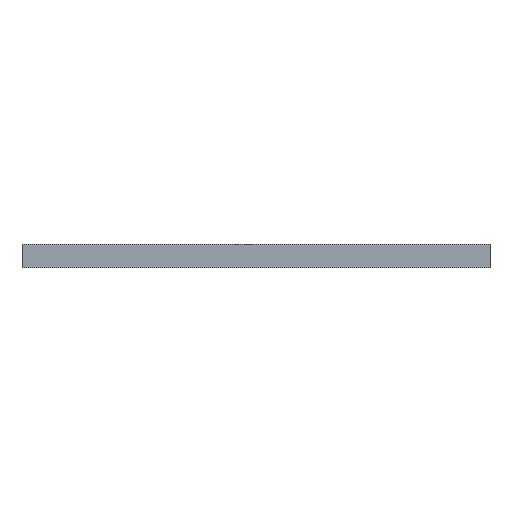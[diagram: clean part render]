
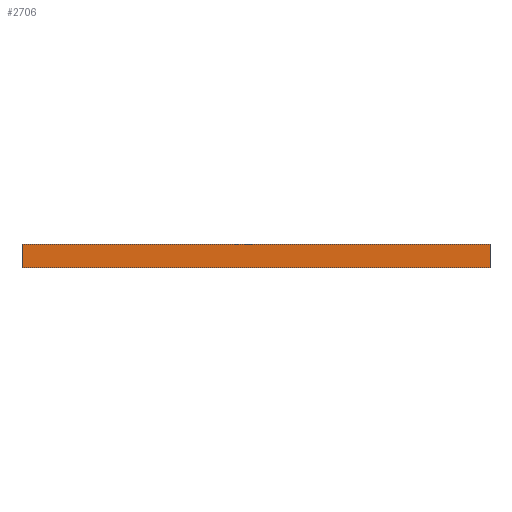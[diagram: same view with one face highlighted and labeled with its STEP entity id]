
A CAD part, front view. The second image highlights one B-rep face of the part: STEP entity #2706.
In plain terms, the highlighted planar face has unit normal (0, -1, 0).
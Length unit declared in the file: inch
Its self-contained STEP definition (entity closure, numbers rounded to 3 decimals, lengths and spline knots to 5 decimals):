
#132 = PLANE ( 'NONE',  #2105 ) ;
#218 = VERTEX_POINT ( 'NONE', #785 ) ;
#328 = CARTESIAN_POINT ( 'NONE',  ( 0.59055, -0.59055, -0.03937 ) ) ;
#338 = CARTESIAN_POINT ( 'NONE',  ( -0.59055, -0.59055, 0. ) ) ;
#354 = CARTESIAN_POINT ( 'NONE',  ( -0.59055, -0.59055, 0. ) ) ;
#520 = ORIENTED_EDGE ( 'NONE', *, *, #2893, .F. ) ;
#580 = DIRECTION ( 'NONE',  ( 1., 0., 0. ) ) ;
#747 = VECTOR ( 'NONE', #2412, 39.37008 ) ;
#785 = CARTESIAN_POINT ( 'NONE',  ( 0.59055, -0.59055, 0.01969 ) ) ;
#787 = CARTESIAN_POINT ( 'NONE',  ( -0.59055, -0.59055, 0.01969 ) ) ;
#809 = EDGE_CURVE ( 'NONE', #967, #218, #2164, .T. ) ;
#910 = LINE ( 'NONE', #2642, #940 ) ;
#912 = LINE ( 'NONE', #1163, #1298 ) ;
#940 = VECTOR ( 'NONE', #580, 39.37008 ) ;
#967 = VERTEX_POINT ( 'NONE', #2062 ) ;
#1163 = CARTESIAN_POINT ( 'NONE',  ( 0.59055, -0.59055, 0. ) ) ;
#1247 = VERTEX_POINT ( 'NONE', #1340 ) ;
#1276 = DIRECTION ( 'NONE',  ( 1., 0., 0. ) ) ;
#1298 = VECTOR ( 'NONE', #2813, 39.37008 ) ;
#1340 = CARTESIAN_POINT ( 'NONE',  ( -0.59055, -0.59055, -0.03937 ) ) ;
#1554 = VERTEX_POINT ( 'NONE', #328 ) ;
#1616 = ORIENTED_EDGE ( 'NONE', *, *, #2653, .T. ) ;
#1804 = VECTOR ( 'NONE', #2661, 39.37008 ) ;
#1910 = ORIENTED_EDGE ( 'NONE', *, *, #2946, .T. ) ;
#1945 = ORIENTED_EDGE ( 'NONE', *, *, #809, .F. ) ;
#2062 = CARTESIAN_POINT ( 'NONE',  ( -0.59055, -0.59055, 0.01969 ) ) ;
#2105 = AXIS2_PLACEMENT_3D ( 'NONE', #338, #2906, #1276 ) ;
#2164 = LINE ( 'NONE', #787, #747 ) ;
#2325 = LINE ( 'NONE', #354, #1804 ) ;
#2401 = FACE_OUTER_BOUND ( 'NONE', #2604, .T. ) ;
#2412 = DIRECTION ( 'NONE',  ( 1., 0., 0. ) ) ;
#2604 = EDGE_LOOP ( 'NONE', ( #520, #1910, #1616, #1945 ) ) ;
#2642 = CARTESIAN_POINT ( 'NONE',  ( -0.59055, -0.59055, -0.03937 ) ) ;
#2653 = EDGE_CURVE ( 'NONE', #1554, #218, #912, .T. ) ;
#2661 = DIRECTION ( 'NONE',  ( 0., 0., 1. ) ) ;
#2706 = ADVANCED_FACE ( 'NONE', ( #2401 ), #132, .T. ) ;
#2813 = DIRECTION ( 'NONE',  ( 0., 0., 1. ) ) ;
#2893 = EDGE_CURVE ( 'NONE', #1247, #967, #2325, .T. ) ;
#2906 = DIRECTION ( 'NONE',  ( 0., -1., 0. ) ) ;
#2946 = EDGE_CURVE ( 'NONE', #1247, #1554, #910, .T. ) ;
